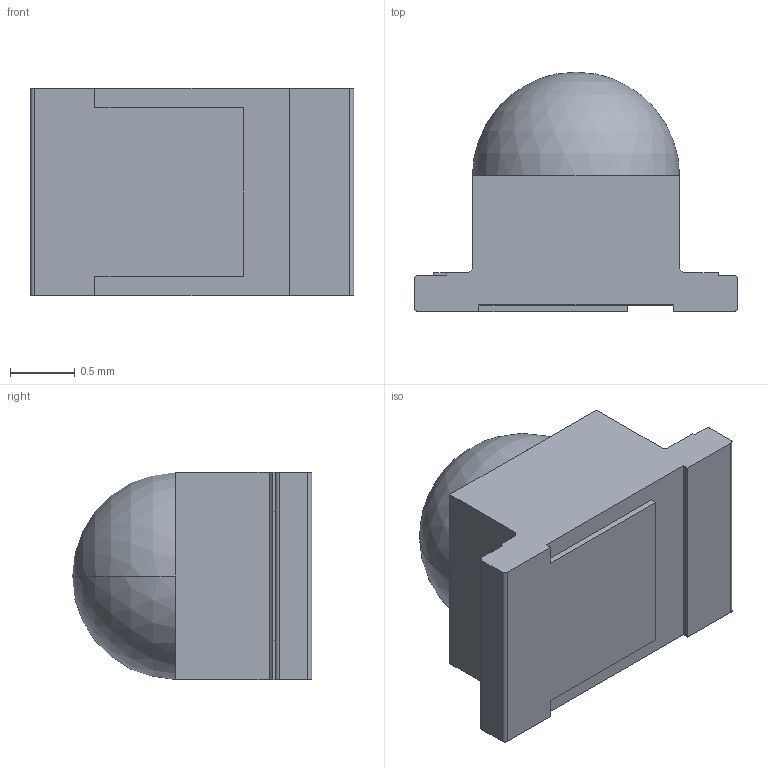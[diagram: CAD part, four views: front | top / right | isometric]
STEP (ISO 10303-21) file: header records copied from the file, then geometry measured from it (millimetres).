
FILE_DESCRIPTION((''),'2;1');
FILE_NAME('5H_SW0001','2019-11-05T',('STJ945188'),('Nihon Parametric Technology K.K.'),'CREO PARAMETRIC BY PTC INC, 2017480','CREO PARAMETRIC BY PTC INC, 2017480','');
FILE_SCHEMA(('CONFIG_CONTROL_DESIGN'));
Length unit declared in the file: millimetre
Products named in the file (1): 5H_SW0001
Bounding box: 2.5 x 1.85 x 1.6 mm (x, y, z)
Volume: 4.1 mm3; surface area: 17.2 mm2
Topology: 1 solids, 1 shells, 41 faces, 114 edges, 73 vertices
Faces by surface type: plane 35, cylinder 4, sphere 2
Entity records: 1318 total; most frequent: CARTESIAN_POINT 226, ORIENTED_EDGE 224, DIRECTION 208, EDGE_CURVE 112, VECTOR 98, LINE 98, VERTEX_POINT 73, AXIS2_PLACEMENT_3D 55
